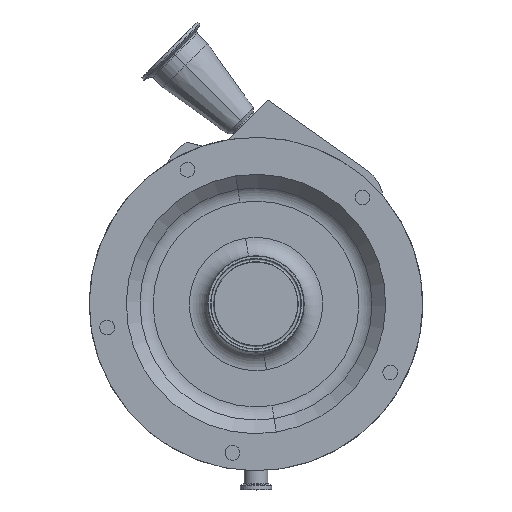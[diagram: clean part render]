
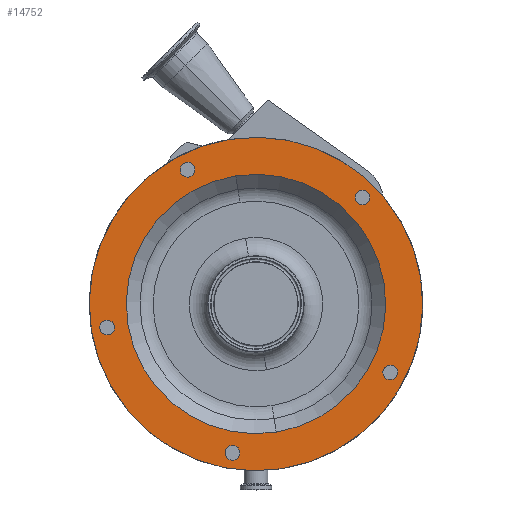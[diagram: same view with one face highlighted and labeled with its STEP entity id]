
A CAD part, top view. The second image highlights one B-rep face of the part: STEP entity #14752.
In plain terms, the highlighted planar face has unit normal (0, 0, 1).
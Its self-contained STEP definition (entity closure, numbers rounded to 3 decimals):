
#10 = DIRECTION ( 'NONE',  ( 0., 0., 1. ) ) ;
#116 = CARTESIAN_POINT ( 'NONE',  ( 16.426, -103.707, 212.5 ) ) ;
#175 = CARTESIAN_POINT ( 'NONE',  ( 86.267, 86.267, 212.5 ) ) ;
#234 = CARTESIAN_POINT ( 'NONE',  ( -19.085, -120.498, 212.5 ) ) ;
#306 = ORIENTED_EDGE ( 'NONE', *, *, #521, .F. ) ;
#447 = FACE_BOUND ( 'NONE', #1450, .T. ) ;
#474 = AXIS2_PLACEMENT_3D ( 'NONE', #10164, #14603, #17178 ) ;
#521 = EDGE_CURVE ( 'NONE', #2099, #10047, #17675, .T. ) ;
#1048 = EDGE_CURVE ( 'NONE', #10420, #12403, #11181, .T. ) ;
#1132 = CARTESIAN_POINT ( 'NONE',  ( -19.085, -120.498, 212.5 ) ) ;
#1271 = DIRECTION ( 'NONE',  ( 0.891, 0.454, 0. ) ) ;
#1316 = CARTESIAN_POINT ( 'NONE',  ( -16.426, 103.707, 212.5 ) ) ;
#1324 = AXIS2_PLACEMENT_3D ( 'NONE', #13212, #15983, #4872 ) ;
#1336 = CARTESIAN_POINT ( 'NONE',  ( -13.159, -121.437, 212.5 ) ) ;
#1415 = EDGE_CURVE ( 'NONE', #10047, #2099, #14407, .T. ) ;
#1441 = DIRECTION ( 'NONE',  ( 0., 0., 1. ) ) ;
#1450 = EDGE_LOOP ( 'NONE', ( #14285, #10111 ) ) ;
#1738 = CARTESIAN_POINT ( 'NONE',  ( -119.559, -25.011, 212.5 ) ) ;
#1780 = EDGE_CURVE ( 'NONE', #15215, #13764, #12376, .T. ) ;
#1991 = EDGE_CURVE ( 'NONE', #14989, #14596, #15036, .T. ) ;
#2099 = VERTEX_POINT ( 'NONE', #9297 ) ;
#2260 = DIRECTION ( 'NONE',  ( 0., 0., 1. ) ) ;
#2313 = CIRCLE ( 'NONE', #18142, 6. ) ;
#2446 = EDGE_LOOP ( 'NONE', ( #16231, #14786 ) ) ;
#2547 = DIRECTION ( 'NONE',  ( 0., 0., 1. ) ) ;
#2904 = CARTESIAN_POINT ( 'NONE',  ( 0., 0., 212.5 ) ) ;
#2935 = VERTEX_POINT ( 'NONE', #5008 ) ;
#2960 = DIRECTION ( 'NONE',  ( 0., 0., 1. ) ) ;
#3215 = CIRCLE ( 'NONE', #4976, 6. ) ;
#3378 = CIRCLE ( 'NONE', #10999, 6. ) ;
#3405 = FACE_BOUND ( 'NONE', #9401, .T. ) ;
#3737 = CARTESIAN_POINT ( 'NONE',  ( 108.703, -55.387, 212.5 ) ) ;
#3837 = DIRECTION ( 'NONE',  ( 0., 0., 1. ) ) ;
#4043 = EDGE_CURVE ( 'NONE', #13764, #15215, #9231, .T. ) ;
#4594 = FACE_BOUND ( 'NONE', #13245, .T. ) ;
#4647 = ORIENTED_EDGE ( 'NONE', *, *, #6013, .T. ) ;
#4867 = DIRECTION ( 'NONE',  ( 0., 0., 1. ) ) ;
#4870 = FACE_OUTER_BOUND ( 'NONE', #7540, .T. ) ;
#4872 = DIRECTION ( 'NONE',  ( -0.454, -0.891, 0. ) ) ;
#4976 = AXIS2_PLACEMENT_3D ( 'NONE', #15978, #4867, #16064 ) ;
#5008 = CARTESIAN_POINT ( 'NONE',  ( 21.119, -133.338, 212.5 ) ) ;
#5014 = CARTESIAN_POINT ( 'NONE',  ( 86.267, 86.267, 212.5 ) ) ;
#5023 = CIRCLE ( 'NONE', #10893, 105. ) ;
#5054 = CARTESIAN_POINT ( 'NONE',  ( -21.119, 133.338, 212.5 ) ) ;
#5234 = ORIENTED_EDGE ( 'NONE', *, *, #12704, .F. ) ;
#5483 = EDGE_CURVE ( 'NONE', #14596, #14989, #15168, .T. ) ;
#5497 = CIRCLE ( 'NONE', #14589, 135. ) ;
#5568 = VERTEX_POINT ( 'NONE', #7872 ) ;
#5612 = DIRECTION ( 'NONE',  ( 0.707, -0.707, 0. ) ) ;
#5616 = AXIS2_PLACEMENT_3D ( 'NONE', #2904, #8480, #14084 ) ;
#5635 = AXIS2_PLACEMENT_3D ( 'NONE', #11695, #17484, #9206 ) ;
#5891 = AXIS2_PLACEMENT_3D ( 'NONE', #1132, #6816, #16476 ) ;
#6013 = EDGE_CURVE ( 'NONE', #10608, #2935, #5497, .T. ) ;
#6046 = AXIS2_PLACEMENT_3D ( 'NONE', #16431, #9435, #14863 ) ;
#6816 = DIRECTION ( 'NONE',  ( 0., 0., 1. ) ) ;
#6958 = ORIENTED_EDGE ( 'NONE', *, *, #1991, .F. ) ;
#7069 = CARTESIAN_POINT ( 'NONE',  ( -60.733, 105.979, 212.5 ) ) ;
#7238 = CARTESIAN_POINT ( 'NONE',  ( 0., 0., 212.5 ) ) ;
#7239 = FACE_BOUND ( 'NONE', #16818, .T. ) ;
#7540 = EDGE_LOOP ( 'NONE', ( #4647, #11818 ) ) ;
#7872 = CARTESIAN_POINT ( 'NONE',  ( -121.437, -13.159, 212.5 ) ) ;
#8471 = CARTESIAN_POINT ( 'NONE',  ( -120.498, -19.085, 212.5 ) ) ;
#8480 = DIRECTION ( 'NONE',  ( 0., 0., 1. ) ) ;
#8598 = EDGE_CURVE ( 'NONE', #8605, #9319, #2313, .T. ) ;
#8605 = VERTEX_POINT ( 'NONE', #8615 ) ;
#8615 = CARTESIAN_POINT ( 'NONE',  ( 82.024, 90.51, 212.5 ) ) ;
#8702 = CARTESIAN_POINT ( 'NONE',  ( 90.51, 82.024, 212.5 ) ) ;
#8987 = FACE_BOUND ( 'NONE', #2446, .T. ) ;
#9206 = DIRECTION ( 'NONE',  ( 0.891, 0.454, 0. ) ) ;
#9231 = CIRCLE ( 'NONE', #1324, 6. ) ;
#9297 = CARTESIAN_POINT ( 'NONE',  ( -25.011, -119.559, 212.5 ) ) ;
#9300 = VERTEX_POINT ( 'NONE', #1738 ) ;
#9319 = VERTEX_POINT ( 'NONE', #8702 ) ;
#9401 = EDGE_LOOP ( 'NONE', ( #306, #15439 ) ) ;
#9414 = DIRECTION ( 'NONE',  ( -0.454, -0.891, 0. ) ) ;
#9435 = DIRECTION ( 'NONE',  ( 0., 0., 1. ) ) ;
#9500 = CARTESIAN_POINT ( 'NONE',  ( 0., 0., 212.5 ) ) ;
#10047 = VERTEX_POINT ( 'NONE', #1336 ) ;
#10111 = ORIENTED_EDGE ( 'NONE', *, *, #8598, .F. ) ;
#10164 = CARTESIAN_POINT ( 'NONE',  ( -38.52, -6.101, 212.5 ) ) ;
#10420 = VERTEX_POINT ( 'NONE', #1316 ) ;
#10608 = VERTEX_POINT ( 'NONE', #5054 ) ;
#10620 = EDGE_CURVE ( 'NONE', #5568, #9300, #3215, .T. ) ;
#10804 = CARTESIAN_POINT ( 'NONE',  ( 105.979, -60.733, 212.5 ) ) ;
#10893 = AXIS2_PLACEMENT_3D ( 'NONE', #9500, #2547, #15123 ) ;
#10920 = DIRECTION ( 'NONE',  ( 0., 0., 1. ) ) ;
#10934 = ORIENTED_EDGE ( 'NONE', *, *, #1780, .F. ) ;
#10990 = CIRCLE ( 'NONE', #17150, 6. ) ;
#10999 = AXIS2_PLACEMENT_3D ( 'NONE', #8471, #11240, #16855 ) ;
#11181 = CIRCLE ( 'NONE', #5616, 105. ) ;
#11240 = DIRECTION ( 'NONE',  ( 0., 0., 1. ) ) ;
#11448 = CARTESIAN_POINT ( 'NONE',  ( -50.041, 111.427, 212.5 ) ) ;
#11695 = CARTESIAN_POINT ( 'NONE',  ( -55.387, 108.703, 212.5 ) ) ;
#11818 = ORIENTED_EDGE ( 'NONE', *, *, #16996, .T. ) ;
#12094 = AXIS2_PLACEMENT_3D ( 'NONE', #234, #1441, #16968 ) ;
#12217 = CIRCLE ( 'NONE', #6046, 135. ) ;
#12376 = CIRCLE ( 'NONE', #16790, 6. ) ;
#12403 = VERTEX_POINT ( 'NONE', #116 ) ;
#12704 = EDGE_CURVE ( 'NONE', #12403, #10420, #5023, .T. ) ;
#12754 = DIRECTION ( 'NONE',  ( -0.156, 0.988, 0. ) ) ;
#12871 = ORIENTED_EDGE ( 'NONE', *, *, #5483, .F. ) ;
#13212 = CARTESIAN_POINT ( 'NONE',  ( 108.703, -55.387, 212.5 ) ) ;
#13245 = EDGE_LOOP ( 'NONE', ( #15255, #5234 ) ) ;
#13539 = ORIENTED_EDGE ( 'NONE', *, *, #4043, .F. ) ;
#13764 = VERTEX_POINT ( 'NONE', #14180 ) ;
#14084 = DIRECTION ( 'NONE',  ( -0.156, 0.988, 0. ) ) ;
#14180 = CARTESIAN_POINT ( 'NONE',  ( 111.427, -50.041, 212.5 ) ) ;
#14285 = ORIENTED_EDGE ( 'NONE', *, *, #17447, .F. ) ;
#14407 = CIRCLE ( 'NONE', #5891, 6. ) ;
#14415 = PLANE ( 'NONE',  #474 ) ;
#14589 = AXIS2_PLACEMENT_3D ( 'NONE', #7238, #2960, #12754 ) ;
#14596 = VERTEX_POINT ( 'NONE', #7069 ) ;
#14603 = DIRECTION ( 'NONE',  ( 0., 0., -1. ) ) ;
#14752 = ADVANCED_FACE ( 'NONE', ( #4870, #7239, #447, #17359, #3405, #8987, #4594 ), #14415, .F. ) ;
#14786 = ORIENTED_EDGE ( 'NONE', *, *, #17741, .F. ) ;
#14863 = DIRECTION ( 'NONE',  ( -0.156, 0.988, 0. ) ) ;
#14989 = VERTEX_POINT ( 'NONE', #11448 ) ;
#15036 = CIRCLE ( 'NONE', #5635, 6. ) ;
#15123 = DIRECTION ( 'NONE',  ( -0.156, 0.988, 0. ) ) ;
#15168 = CIRCLE ( 'NONE', #17501, 6. ) ;
#15215 = VERTEX_POINT ( 'NONE', #10804 ) ;
#15255 = ORIENTED_EDGE ( 'NONE', *, *, #1048, .F. ) ;
#15439 = ORIENTED_EDGE ( 'NONE', *, *, #1415, .F. ) ;
#15978 = CARTESIAN_POINT ( 'NONE',  ( -120.498, -19.085, 212.5 ) ) ;
#15983 = DIRECTION ( 'NONE',  ( 0., 0., 1. ) ) ;
#16064 = DIRECTION ( 'NONE',  ( -0.156, 0.988, 0. ) ) ;
#16119 = DIRECTION ( 'NONE',  ( 0.707, -0.707, 0. ) ) ;
#16231 = ORIENTED_EDGE ( 'NONE', *, *, #10620, .F. ) ;
#16431 = CARTESIAN_POINT ( 'NONE',  ( 0., 0., 212.5 ) ) ;
#16476 = DIRECTION ( 'NONE',  ( -0.988, 0.156, 0. ) ) ;
#16778 = EDGE_LOOP ( 'NONE', ( #10934, #13539 ) ) ;
#16790 = AXIS2_PLACEMENT_3D ( 'NONE', #3737, #3837, #9414 ) ;
#16818 = EDGE_LOOP ( 'NONE', ( #6958, #12871 ) ) ;
#16855 = DIRECTION ( 'NONE',  ( -0.156, 0.988, 0. ) ) ;
#16968 = DIRECTION ( 'NONE',  ( -0.988, 0.156, 0. ) ) ;
#16996 = EDGE_CURVE ( 'NONE', #2935, #10608, #12217, .T. ) ;
#17150 = AXIS2_PLACEMENT_3D ( 'NONE', #5014, #2260, #16119 ) ;
#17178 = DIRECTION ( 'NONE',  ( -1., 0., 0. ) ) ;
#17359 = FACE_BOUND ( 'NONE', #16778, .T. ) ;
#17447 = EDGE_CURVE ( 'NONE', #9319, #8605, #10990, .T. ) ;
#17484 = DIRECTION ( 'NONE',  ( 0., 0., 1. ) ) ;
#17501 = AXIS2_PLACEMENT_3D ( 'NONE', #18086, #10920, #1271 ) ;
#17675 = CIRCLE ( 'NONE', #12094, 6. ) ;
#17741 = EDGE_CURVE ( 'NONE', #9300, #5568, #3378, .T. ) ;
#18086 = CARTESIAN_POINT ( 'NONE',  ( -55.387, 108.703, 212.5 ) ) ;
#18142 = AXIS2_PLACEMENT_3D ( 'NONE', #175, #10, #5612 ) ;
